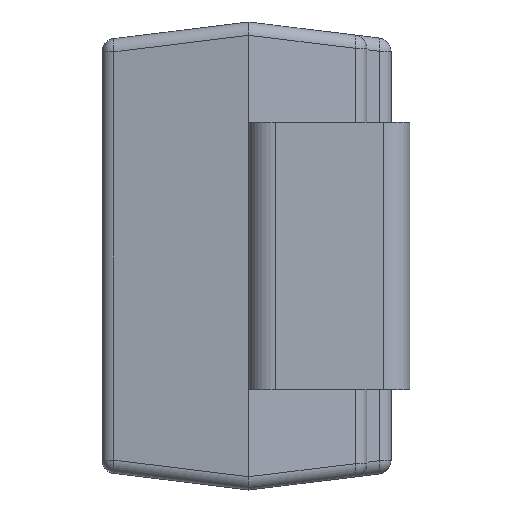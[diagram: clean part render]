
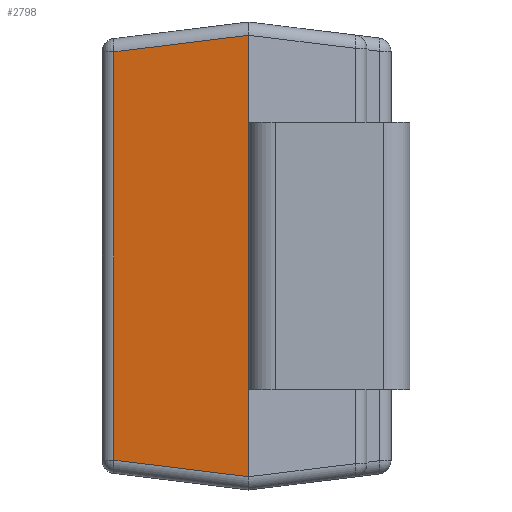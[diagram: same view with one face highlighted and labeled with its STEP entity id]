
A CAD part, left-side view. The second image highlights one B-rep face of the part: STEP entity #2798.
In plain terms, the highlighted planar face has unit normal (-0.993, 0.122, 0).
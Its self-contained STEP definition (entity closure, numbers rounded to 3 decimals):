
#44 = DIRECTION ( 'NONE',  ( 0.121, 0.985, -0.121 ) ) ;
#96 = CARTESIAN_POINT ( 'NONE',  ( -2.15, 0.405, -1.601 ) ) ;
#217 = CARTESIAN_POINT ( 'NONE',  ( -2.076, 1.008, 1.527 ) ) ;
#490 = EDGE_CURVE ( 'NONE', #909, #749, #5736, .T. ) ;
#746 = AXIS2_PLACEMENT_3D ( 'NONE', #1279, #2252, #5596 ) ;
#749 = VERTEX_POINT ( 'NONE', #217 ) ;
#812 = PLANE ( 'NONE',  #746 ) ;
#848 = CARTESIAN_POINT ( 'NONE',  ( -2.2, 0., 1.651 ) ) ;
#889 = VERTEX_POINT ( 'NONE', #5130 ) ;
#903 = ORIENTED_EDGE ( 'NONE', *, *, #5227, .T. ) ;
#909 = VERTEX_POINT ( 'NONE', #848 ) ;
#1043 = VECTOR ( 'NONE', #1599, 1000. ) ;
#1279 = CARTESIAN_POINT ( 'NONE',  ( -2.2, 0., 1.75 ) ) ;
#1599 = DIRECTION ( 'NONE',  ( 0., 0., -1. ) ) ;
#1902 = VECTOR ( 'NONE', #44, 1000. ) ;
#1923 = EDGE_CURVE ( 'NONE', #749, #3697, #2314, .T. ) ;
#2159 = LINE ( 'NONE', #96, #5834 ) ;
#2252 = DIRECTION ( 'NONE',  ( -0.993, 0.122, 0. ) ) ;
#2314 = LINE ( 'NONE', #4002, #1043 ) ;
#2332 = ORIENTED_EDGE ( 'NONE', *, *, #3763, .T. ) ;
#2780 = ORIENTED_EDGE ( 'NONE', *, *, #490, .T. ) ;
#2798 = ADVANCED_FACE ( 'NONE', ( #5396 ), #812, .T. ) ;
#2985 = DIRECTION ( 'NONE',  ( -0.121, -0.985, -0.121 ) ) ;
#3297 = ORIENTED_EDGE ( 'NONE', *, *, #1923, .T. ) ;
#3641 = CARTESIAN_POINT ( 'NONE',  ( -2.2, 0., 1.75 ) ) ;
#3697 = VERTEX_POINT ( 'NONE', #4378 ) ;
#3763 = EDGE_CURVE ( 'NONE', #3697, #889, #2159, .T. ) ;
#3896 = CARTESIAN_POINT ( 'NONE',  ( -2.201, -0.012, 1.652 ) ) ;
#4002 = CARTESIAN_POINT ( 'NONE',  ( -2.076, 1.008, -1.615 ) ) ;
#4378 = CARTESIAN_POINT ( 'NONE',  ( -2.076, 1.008, -1.527 ) ) ;
#4385 = LINE ( 'NONE', #3641, #5979 ) ;
#5130 = CARTESIAN_POINT ( 'NONE',  ( -2.2, 0., -1.651 ) ) ;
#5152 = EDGE_LOOP ( 'NONE', ( #3297, #2332, #903, #2780 ) ) ;
#5227 = EDGE_CURVE ( 'NONE', #889, #909, #4385, .T. ) ;
#5396 = FACE_OUTER_BOUND ( 'NONE', #5152, .T. ) ;
#5596 = DIRECTION ( 'NONE',  ( -0.122, -0.993, 0. ) ) ;
#5736 = LINE ( 'NONE', #3896, #1902 ) ;
#5834 = VECTOR ( 'NONE', #2985, 1000. ) ;
#5979 = VECTOR ( 'NONE', #6018, 1000. ) ;
#6018 = DIRECTION ( 'NONE',  ( 0., 0., 1. ) ) ;
